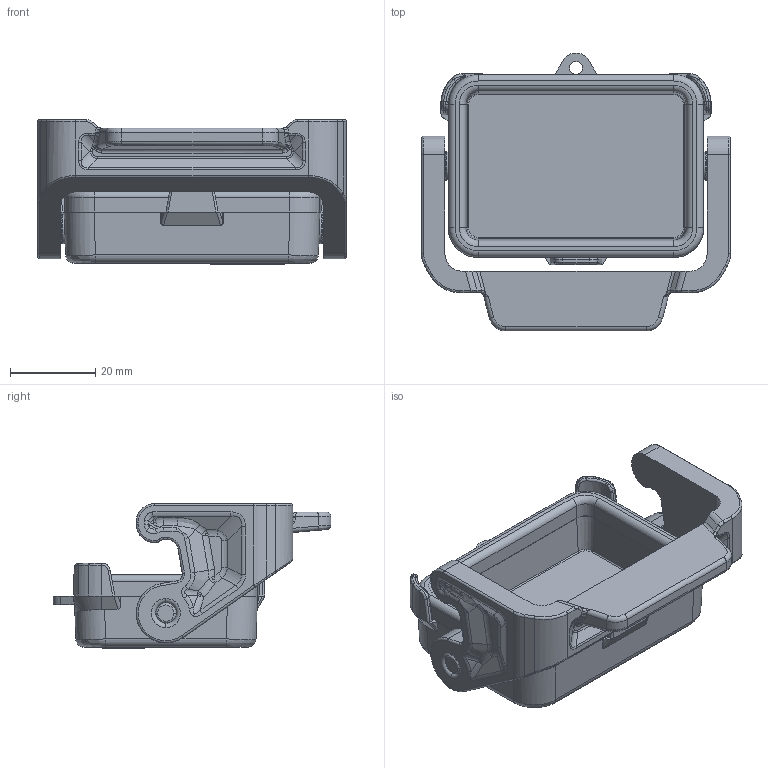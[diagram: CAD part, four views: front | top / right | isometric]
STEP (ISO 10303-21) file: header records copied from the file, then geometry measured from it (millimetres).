
FILE_DESCRIPTION(('Creo Elements/Direct Modeling STEP Export'),'2;1');
FILE_NAME('0ln7uvk5tno8e32968','2023-11-15T16:33:48',(''),(''),'Creo Elements/Direct Modeling STEP processor for AP214 (Solid Model)','Creo Elements/Direct Modeling 20.1B 02-Apr-2019 (C) Parametric Technology GmbH','');
FILE_SCHEMA(('AUTOMOTIVE_DESIGN { 1 0 10303 214 1 1 1 1 }'));
Products named in the file (2): JPC 06 LG
Assembly tree (1 placements, depth 2):
  JPC 06 LG
    JPC 06 LG
Bounding box: 72.57 x 65.25 x 34 mm (x, y, z)
Volume: 30189.9 mm3; surface area: 18419.2 mm2
Topology: 1 solids, 1 shells, 534 faces, 1297 edges, 778 vertices
Faces by surface type: cylinder 169, bspline 144, plane 139, torus 54, cone 24, extrusion 4
Entity records: 40883 total; most frequent: CARTESIAN_POINT 25544, ORIENTED_EDGE 2590, DIRECTION 1927, EDGE_CURVE 1295, VERTEX_POINT 778, AXIS2_PLACEMENT_3D 707, EDGE_LOOP 553, COLOUR_RGB 535
